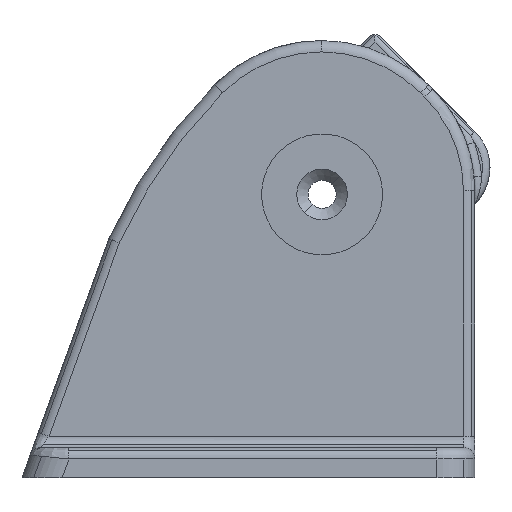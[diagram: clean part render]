
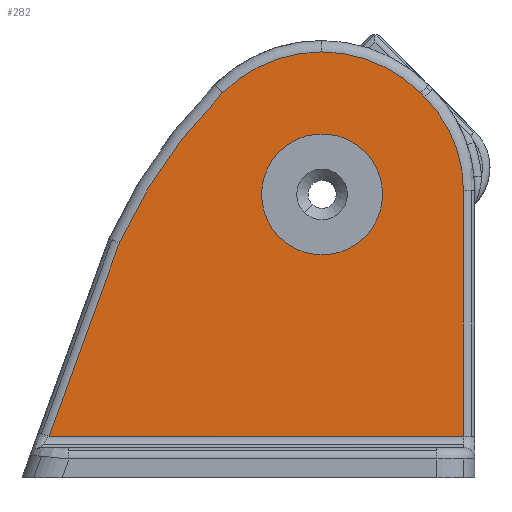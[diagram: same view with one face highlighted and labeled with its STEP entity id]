
A CAD part, left-side view. The second image highlights one B-rep face of the part: STEP entity #282.
In plain terms, the highlighted planar face has unit normal (-1, 0, 0).
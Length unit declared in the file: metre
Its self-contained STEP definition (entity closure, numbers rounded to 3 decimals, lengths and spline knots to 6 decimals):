
#282=ADVANCED_FACE('2:1144',(#893,#894),#895,.F.);
#893=FACE_OUTER_BOUND('',#11290,.T.);
#894=FACE_BOUND('',#11291,.T.);
#895=PLANE('',#11292);
#11290=EDGE_LOOP('',(#26535,#26536,#26537,#26538,#26539,#26540,#26541,#26542));
#11291=EDGE_LOOP('',(#26543,#26544));
#11292=AXIS2_PLACEMENT_3D('',#26545,#26546,#26547);
#26535=ORIENTED_EDGE('',*,*,#27785,.F.);
#26536=ORIENTED_EDGE('',*,*,#28217,.F.);
#26537=ORIENTED_EDGE('',*,*,#28233,.F.);
#26538=ORIENTED_EDGE('',*,*,#27751,.F.);
#26539=ORIENTED_EDGE('',*,*,#27637,.F.);
#26540=ORIENTED_EDGE('',*,*,#28234,.F.);
#26541=ORIENTED_EDGE('',*,*,#27780,.F.);
#26542=ORIENTED_EDGE('',*,*,#28196,.F.);
#26543=ORIENTED_EDGE('',*,*,#27787,.F.);
#26544=ORIENTED_EDGE('',*,*,#28195,.F.);
#26545=CARTESIAN_POINT('',(-0.060542,-0.010537,-0.010248));
#26546=DIRECTION('',(1.0,0.,0.));
#26547=DIRECTION('',(0.,0.707,-0.707));
#27637=EDGE_CURVE('2:2515',#28693,#28695,#28696,.T.);
#27751=EDGE_CURVE('2:2506',#28695,#28895,#28896,.T.);
#27780=EDGE_CURVE('2:2344',#28942,#28944,#28945,.T.);
#27785=EDGE_CURVE('2:2305',#28952,#28948,#28954,.T.);
#27787=EDGE_CURVE('2:2299',#28955,#28958,#28959,.T.);
#28195=EDGE_CURVE('2:2299',#28958,#28955,#29596,.T.);
#28196=EDGE_CURVE('2:2305',#28948,#28942,#29597,.T.);
#28217=EDGE_CURVE('2:2446',#29625,#28952,#29627,.T.);
#28233=EDGE_CURVE('2:2512',#28895,#29625,#29645,.T.);
#28234=EDGE_CURVE('2:2518',#28944,#28693,#29646,.T.);
#28693=VERTEX_POINT('',#30471);
#28695=VERTEX_POINT('',#30473);
#28696=LINE('',#30474,#30475);
#28895=VERTEX_POINT('',#30915);
#28896=LINE('',#30916,#30917);
#28942=VERTEX_POINT('',#31028);
#28944=VERTEX_POINT('',#31030);
#28945=LINE('',#31031,#31032);
#28948=VERTEX_POINT('',#31035);
#28952=VERTEX_POINT('',#31039);
#28954=CIRCLE('',#31062,0.0185);
#28955=VERTEX_POINT('',#31063);
#28958=VERTEX_POINT('',#31067);
#28959=CIRCLE('',#31068,0.008);
#29596=CIRCLE('',#32883,0.008);
#29597=CIRCLE('',#32884,0.0185);
#29625=VERTEX_POINT('',#32919);
#29627=CIRCLE('',#32932,0.0685);
#29645=LINE('',#32992,#32993);
#29646=CIRCLE('',#32994,0.0175);
#30471=CARTESIAN_POINT('',(-0.060542,0.0062,0.034997));
#30473=CARTESIAN_POINT('',(-0.060542,0.0062,0.0025));
#30474=CARTESIAN_POINT('',(-0.060542,0.0062,0.001851));
#30475=VECTOR('',#34054,1.0);
#30915=CARTESIAN_POINT('',(-0.060542,0.061015,0.0025));
#30916=CARTESIAN_POINT('',(-0.060542,0.011548,0.0025));
#30917=VECTOR('',#34252,1.0);
#31028=CARTESIAN_POINT('',(-0.060542,0.011889,0.047935));
#31030=CARTESIAN_POINT('',(-0.060542,0.011326,0.047371));
#31031=CARTESIAN_POINT('',(-0.060542,-0.029476,0.006569));
#31032=VECTOR('',#34304,1.0);
#31035=CARTESIAN_POINT('',(-0.060542,0.024971,0.053354));
#31039=CARTESIAN_POINT('',(-0.060542,0.038049,0.047938));
#31062=AXIS2_PLACEMENT_3D('',#34314,#34315,#34316);
#31063=CARTESIAN_POINT('',(-0.060542,0.019243,0.040157));
#31067=CARTESIAN_POINT('',(-0.060542,0.030557,0.028843));
#31068=AXIS2_PLACEMENT_3D('',#34318,#34319,#34320);
#32883=AXIS2_PLACEMENT_3D('',#35062,#35063,#35064);
#32884=AXIS2_PLACEMENT_3D('',#35065,#35066,#35067);
#32919=CARTESIAN_POINT('',(-0.060542,0.051706,0.028077));
#32932=AXIS2_PLACEMENT_3D('',#35111,#35112,#35113);
#32992=CARTESIAN_POINT('',(-0.060542,0.065302,-0.009277));
#32993=VECTOR('',#35143,1.0);
#32994=AXIS2_PLACEMENT_3D('',#35144,#35145,#35146);
#34054=DIRECTION('',(0.,0.,-1.0));
#34252=DIRECTION('',(0.,1.0,0.));
#34304=DIRECTION('',(0.,-0.707,-0.707));
#34314=CARTESIAN_POINT('',(-0.060542,0.024971,0.034854));
#34315=DIRECTION('',(1.0,0.,0.));
#34316=DIRECTION('',(0.,-0.224,0.975));
#34318=CARTESIAN_POINT('',(-0.060542,0.0249,0.0345));
#34319=DIRECTION('',(-1.0,0.,0.));
#34320=DIRECTION('',(0.,-0.707,0.707));
#35062=CARTESIAN_POINT('',(-0.060542,0.0249,0.0345));
#35063=DIRECTION('',(-1.0,0.,0.));
#35064=DIRECTION('',(0.,-0.707,0.707));
#35065=CARTESIAN_POINT('',(-0.060542,0.024971,0.034854));
#35066=DIRECTION('',(1.0,0.,0.));
#35067=DIRECTION('',(0.,-0.224,0.975));
#35111=CARTESIAN_POINT('',(-0.060542,-0.010686,-0.000198));
#35112=DIRECTION('',(1.0,0.,0.));
#35113=DIRECTION('',(0.,0.824,0.566));
#35143=DIRECTION('',(0.,-0.342,0.94));
#35144=CARTESIAN_POINT('',(-0.060542,0.0237,0.034997));
#35145=DIRECTION('',(1.0,0.,0.));
#35146=DIRECTION('',(0.,-0.924,0.383));
